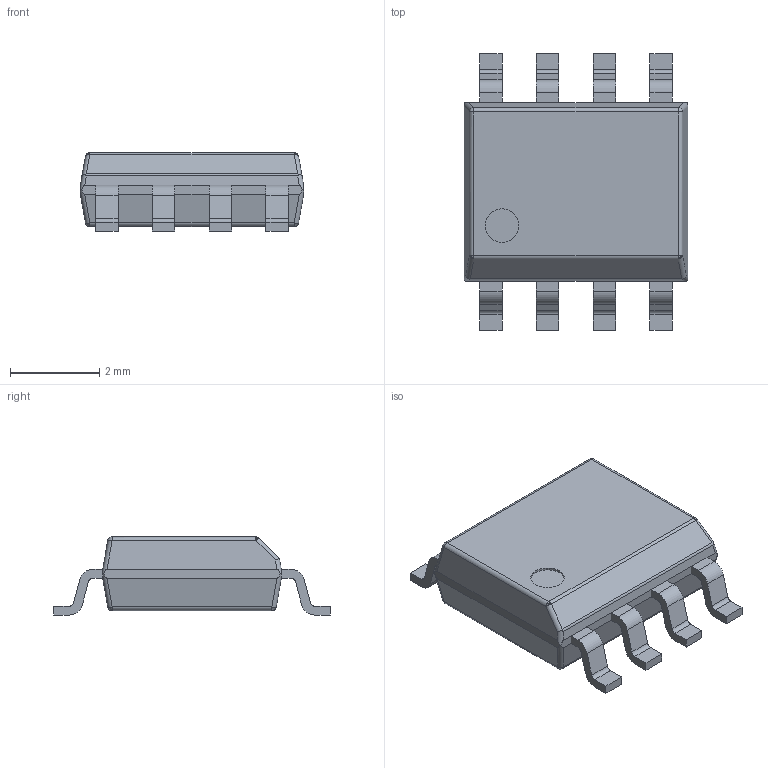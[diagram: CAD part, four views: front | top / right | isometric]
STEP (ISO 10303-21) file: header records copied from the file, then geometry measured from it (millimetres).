
FILE_DESCRIPTION(('STEP AP214'), '1');
FILE_NAME('MS-012AA', '2016-05-21T11:48:28', ('Nobody'), (''), 'ASCON STEP Converter 1.3', 'ASCON Math Kernel', '');
FILE_SCHEMA(('AUTOMOTIVE_DESIGN { 1 0 10303 214 3 1 1}'));
Length unit declared in the file: millimetre
Bounding box: 5 x 6.2 x 1.75 mm (x, y, z)
Volume: 32.3 mm3; surface area: 85.5 mm2
Topology: 9 solids, 9 shells, 158 faces, 433 edges, 292 vertices
Faces by surface type: plane 96, cylinder 52, bspline 8, sphere 2
Full cylindrical faces by diameter (mm): 0.75 x1
Entity records: 6361 total; most frequent: CARTESIAN_POINT 1075, DIRECTION 788, ORIENTED_EDGE 780, EDGE_CURVE 390, LINE 302, VECTOR 302, VERTEX_POINT 252, AXIS2_PLACEMENT_3D 243
